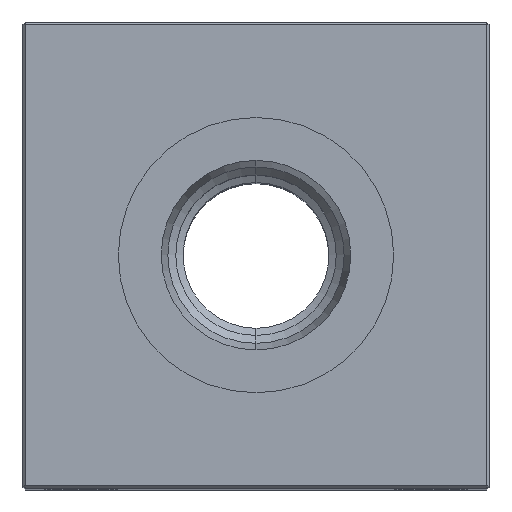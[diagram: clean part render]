
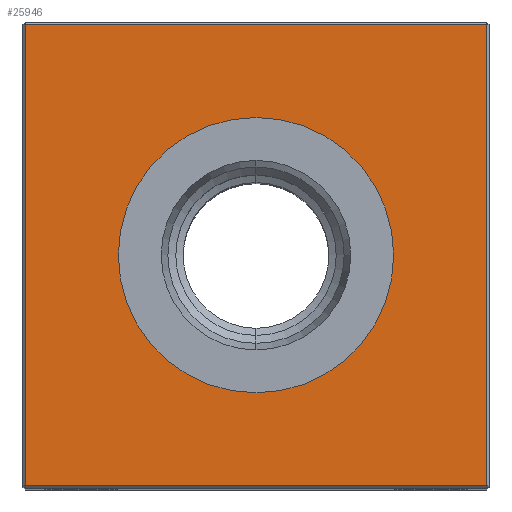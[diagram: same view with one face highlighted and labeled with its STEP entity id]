
A CAD part, top view. The second image highlights one B-rep face of the part: STEP entity #25946.
In plain terms, the highlighted planar face has unit normal (0, 0, 1).
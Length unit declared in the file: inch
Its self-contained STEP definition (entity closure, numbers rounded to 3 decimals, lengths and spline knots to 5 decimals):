
#726 = CARTESIAN_POINT ( 'NONE',  ( 0., -0.99, 4.25 ) ) ;
#1000 = CIRCLE ( 'NONE', #19370, 0.59055 ) ;
#1189 = ORIENTED_EDGE ( 'NONE', *, *, #17459, .T. ) ;
#1954 = CARTESIAN_POINT ( 'NONE',  ( 0., 0., 4.25 ) ) ;
#2098 = ORIENTED_EDGE ( 'NONE', *, *, #20584, .T. ) ;
#2181 = ORIENTED_EDGE ( 'NONE', *, *, #6770, .T. ) ;
#3864 = VERTEX_POINT ( 'NONE', #13397 ) ;
#5341 = AXIS2_PLACEMENT_3D ( 'NONE', #6571, #23041, #7116 ) ;
#5497 = ORIENTED_EDGE ( 'NONE', *, *, #23084, .T. ) ;
#5530 = CARTESIAN_POINT ( 'NONE',  ( -0.99, 0., 4.25 ) ) ;
#6571 = CARTESIAN_POINT ( 'NONE',  ( 0., 0., 4.25 ) ) ;
#6634 = DIRECTION ( 'NONE',  ( -1., 0., 0. ) ) ;
#6770 = EDGE_CURVE ( 'NONE', #12300, #15355, #11523, .T. ) ;
#7116 = DIRECTION ( 'NONE',  ( -1., 0., 0. ) ) ;
#7663 = LINE ( 'NONE', #5530, #13460 ) ;
#8171 = DIRECTION ( 'NONE',  ( 0., 1., 0. ) ) ;
#8358 = EDGE_CURVE ( 'NONE', #3864, #11893, #1000, .T. ) ;
#9737 = FACE_BOUND ( 'NONE', #25604, .T. ) ;
#9859 = PLANE ( 'NONE',  #21681 ) ;
#10021 = CARTESIAN_POINT ( 'NONE',  ( 0., 0.59055, 4.25 ) ) ;
#10994 = CARTESIAN_POINT ( 'NONE',  ( -0.99, -0.99, 4.25 ) ) ;
#11523 = LINE ( 'NONE', #17658, #19408 ) ;
#11893 = VERTEX_POINT ( 'NONE', #10021 ) ;
#12127 = DIRECTION ( 'NONE',  ( 0., 0., -1. ) ) ;
#12300 = VERTEX_POINT ( 'NONE', #24983 ) ;
#13024 = CARTESIAN_POINT ( 'NONE',  ( -0.99, 0.99, 4.25 ) ) ;
#13032 = DIRECTION ( 'NONE',  ( 1., 0., 0. ) ) ;
#13397 = CARTESIAN_POINT ( 'NONE',  ( 0., -0.59055, 4.25 ) ) ;
#13460 = VECTOR ( 'NONE', #13949, 39.37008 ) ;
#13525 = DIRECTION ( 'NONE',  ( -1., 0., 0. ) ) ;
#13949 = DIRECTION ( 'NONE',  ( 0., -1., 0. ) ) ;
#14159 = CARTESIAN_POINT ( 'NONE',  ( 0.99, -0.99, 4.25 ) ) ;
#15037 = DIRECTION ( 'NONE',  ( 0., 0., -1. ) ) ;
#15355 = VERTEX_POINT ( 'NONE', #13024 ) ;
#16416 = VERTEX_POINT ( 'NONE', #10994 ) ;
#17459 = EDGE_CURVE ( 'NONE', #16416, #22404, #25350, .T. ) ;
#17658 = CARTESIAN_POINT ( 'NONE',  ( 0., 0.99, 4.25 ) ) ;
#18572 = VECTOR ( 'NONE', #8171, 39.37008 ) ;
#18918 = EDGE_LOOP ( 'NONE', ( #2098, #1189, #5497, #2181 ) ) ;
#19370 = AXIS2_PLACEMENT_3D ( 'NONE', #22819, #15037, #6634 ) ;
#19408 = VECTOR ( 'NONE', #13525, 39.37008 ) ;
#20282 = DIRECTION ( 'NONE',  ( -1., 0., 0. ) ) ;
#20358 = CARTESIAN_POINT ( 'NONE',  ( 0.99, 0., 4.25 ) ) ;
#20584 = EDGE_CURVE ( 'NONE', #15355, #16416, #7663, .T. ) ;
#20856 = ORIENTED_EDGE ( 'NONE', *, *, #8358, .T. ) ;
#21681 = AXIS2_PLACEMENT_3D ( 'NONE', #1954, #12127, #20282 ) ;
#21780 = ORIENTED_EDGE ( 'NONE', *, *, #23779, .T. ) ;
#21899 = FACE_OUTER_BOUND ( 'NONE', #18918, .T. ) ;
#22361 = LINE ( 'NONE', #20358, #18572 ) ;
#22404 = VERTEX_POINT ( 'NONE', #14159 ) ;
#22819 = CARTESIAN_POINT ( 'NONE',  ( 0., 0., 4.25 ) ) ;
#23041 = DIRECTION ( 'NONE',  ( 0., 0., -1. ) ) ;
#23084 = EDGE_CURVE ( 'NONE', #22404, #12300, #22361, .T. ) ;
#23779 = EDGE_CURVE ( 'NONE', #11893, #3864, #24157, .T. ) ;
#24157 = CIRCLE ( 'NONE', #5341, 0.59055 ) ;
#24541 = VECTOR ( 'NONE', #13032, 39.37008 ) ;
#24983 = CARTESIAN_POINT ( 'NONE',  ( 0.99, 0.99, 4.25 ) ) ;
#25350 = LINE ( 'NONE', #726, #24541 ) ;
#25604 = EDGE_LOOP ( 'NONE', ( #21780, #20856 ) ) ;
#25946 = ADVANCED_FACE ( 'NONE', ( #21899, #9737 ), #9859, .F. ) ;
